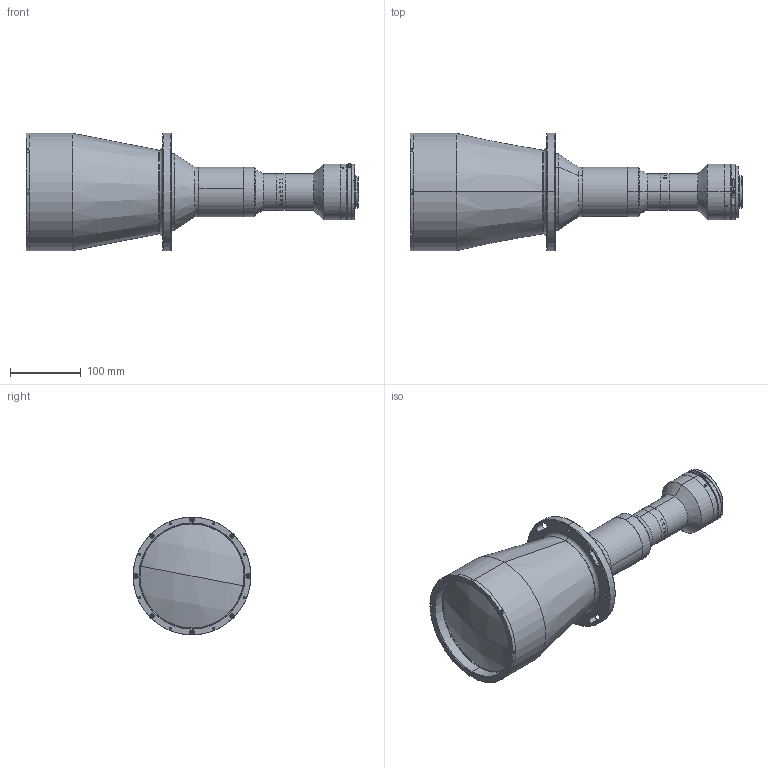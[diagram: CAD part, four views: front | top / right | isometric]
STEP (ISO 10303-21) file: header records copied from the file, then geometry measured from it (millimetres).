
FILE_DESCRIPTION (( 'STEP AP203' ), '1' );
FILE_NAME ('XF-PTL13735-0264-280F-(HD).STEP', '2018-12-21T05:45:06', ( 'puyufan' ), ( '' ), 'SwSTEP 2.0', 'SolidWorks 2014', '' );
FILE_SCHEMA (( 'CONFIG_CONTROL_DESIGN' ));
Length unit declared in the file: millimetre
Products named in the file (1): XF-PTL13735-0264-280F-(HD)
Bounding box: 468.79 x 166 x 166 mm (x, y, z)
Surface area: 245342.3 mm2 (no closed solid volume)
Topology: 0 solids, 43 shells, 325 faces, 1441 edges, 1161 vertices
Faces by surface type: cylinder 150, plane 115, cone 40, torus 16, sphere 4
Entity records: 20889 total; most frequent: CARTESIAN_POINT 9262, DIRECTION 2379, ORIENTED_EDGE 2088, EDGE_CURVE 1441, VERTEX_POINT 1161, AXIS2_PLACEMENT_3D 908, CIRCLE 582, VECTOR 563
